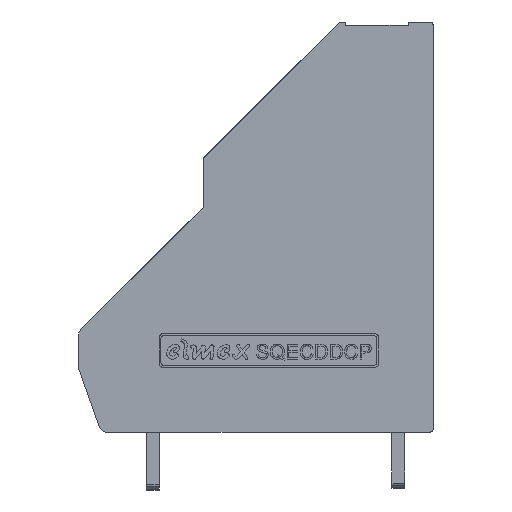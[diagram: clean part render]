
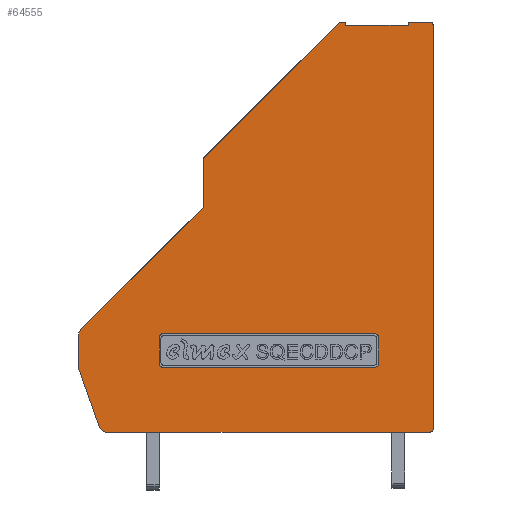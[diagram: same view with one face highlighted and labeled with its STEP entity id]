
A CAD part, front view. The second image highlights one B-rep face of the part: STEP entity #64555.
In plain terms, the highlighted planar face has unit normal (0, -1, 0).
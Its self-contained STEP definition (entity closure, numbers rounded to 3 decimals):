
#2533=CIRCLE('',#67772,0.25);
#2534=CIRCLE('',#67775,0.25);
#2535=CIRCLE('',#67778,0.25);
#2536=CIRCLE('',#67781,0.25);
#2538=CIRCLE('',#67785,0.25);
#2540=CIRCLE('',#67794,0.5);
#2680=CIRCLE('',#68117,0.5);
#2793=CIRCLE('',#68426,0.5);
#2794=CIRCLE('',#68428,0.25);
#6171=LINE('',#97052,#10668);
#6174=LINE('',#97060,#10671);
#6177=LINE('',#97068,#10674);
#6180=LINE('',#97076,#10677);
#6184=LINE('',#97090,#10681);
#6187=LINE('',#97096,#10684);
#6190=LINE('',#97102,#10687);
#6193=LINE('',#97108,#10690);
#6196=LINE('',#97114,#10693);
#6201=LINE('',#97124,#10698);
#6205=LINE('',#97136,#10702);
#6206=LINE('',#97138,#10703);
#6500=LINE('',#98092,#10997);
#6842=LINE('',#99921,#11339);
#6910=LINE('',#100084,#11407);
#6911=LINE('',#100087,#11408);
#10668=VECTOR('',#77588,1000.);
#10671=VECTOR('',#77597,1000.);
#10674=VECTOR('',#77606,1000.);
#10677=VECTOR('',#77615,1000.);
#10681=VECTOR('',#77627,1000.);
#10684=VECTOR('',#77632,1000.);
#10687=VECTOR('',#77637,1000.);
#10690=VECTOR('',#77642,1000.);
#10693=VECTOR('',#77647,1000.);
#10698=VECTOR('',#77654,1000.);
#10702=VECTOR('',#77666,1000.);
#10703=VECTOR('',#77669,1000.);
#10997=VECTOR('',#78599,1000.);
#11339=VECTOR('',#79479,1000.);
#11407=VECTOR('',#79635,1000.);
#11408=VECTOR('',#79638,1000.);
#23047=ORIENTED_EDGE('',*,*,#30669,.T.);
#23048=ORIENTED_EDGE('',*,*,#30672,.T.);
#23049=ORIENTED_EDGE('',*,*,#30675,.T.);
#23050=ORIENTED_EDGE('',*,*,#31709,.T.);
#23051=ORIENTED_EDGE('',*,*,#31710,.T.);
#23052=ORIENTED_EDGE('',*,*,#31711,.T.);
#23053=ORIENTED_EDGE('',*,*,#30676,.T.);
#23054=ORIENTED_EDGE('',*,*,#30650,.T.);
#23055=ORIENTED_EDGE('',*,*,#30652,.T.);
#23056=ORIENTED_EDGE('',*,*,#30655,.T.);
#23057=ORIENTED_EDGE('',*,*,#30658,.T.);
#23058=ORIENTED_EDGE('',*,*,#30661,.T.);
#23059=ORIENTED_EDGE('',*,*,#30664,.T.);
#23060=ORIENTED_EDGE('',*,*,#31625,.T.);
#23061=ORIENTED_EDGE('',*,*,#31125,.T.);
#23062=ORIENTED_EDGE('',*,*,#31712,.T.);
#23063=ORIENTED_EDGE('',*,*,#31130,.T.);
#23064=ORIENTED_EDGE('',*,*,#30646,.T.);
#23065=ORIENTED_EDGE('',*,*,#30644,.T.);
#23066=ORIENTED_EDGE('',*,*,#30642,.T.);
#23067=ORIENTED_EDGE('',*,*,#30640,.T.);
#23068=ORIENTED_EDGE('',*,*,#30638,.T.);
#23069=ORIENTED_EDGE('',*,*,#30636,.T.);
#23070=ORIENTED_EDGE('',*,*,#30634,.T.);
#23071=ORIENTED_EDGE('',*,*,#30632,.T.);
#30632=EDGE_CURVE('',#36011,#36010,#2533,.F.);
#30634=EDGE_CURVE('',#36012,#36011,#6171,.T.);
#30636=EDGE_CURVE('',#36013,#36012,#2534,.F.);
#30638=EDGE_CURVE('',#36014,#36013,#6174,.T.);
#30640=EDGE_CURVE('',#36015,#36014,#2535,.F.);
#30642=EDGE_CURVE('',#36016,#36015,#6177,.T.);
#30644=EDGE_CURVE('',#36017,#36016,#2536,.F.);
#30646=EDGE_CURVE('',#36010,#36017,#6180,.T.);
#30650=EDGE_CURVE('',#36019,#36021,#2538,.T.);
#30652=EDGE_CURVE('',#36021,#36023,#6184,.T.);
#30655=EDGE_CURVE('',#36023,#36024,#6187,.T.);
#30658=EDGE_CURVE('',#36024,#36026,#6190,.T.);
#30661=EDGE_CURVE('',#36026,#36028,#6193,.T.);
#30664=EDGE_CURVE('',#36028,#36031,#6196,.T.);
#30669=EDGE_CURVE('',#36032,#36035,#6201,.T.);
#30672=EDGE_CURVE('',#36035,#36037,#2540,.T.);
#30675=EDGE_CURVE('',#36037,#36039,#6205,.T.);
#30676=EDGE_CURVE('',#36040,#36019,#6206,.T.);
#31125=EDGE_CURVE('',#36306,#36305,#6500,.T.);
#31130=EDGE_CURVE('',#36308,#36032,#2680,.T.);
#31625=EDGE_CURVE('',#36031,#36306,#6842,.T.);
#31709=EDGE_CURVE('',#36039,#36648,#2793,.T.);
#31710=EDGE_CURVE('',#36648,#36649,#6910,.T.);
#31711=EDGE_CURVE('',#36649,#36040,#2794,.T.);
#31712=EDGE_CURVE('',#36305,#36308,#6911,.T.);
#36010=VERTEX_POINT('',#97047);
#36011=VERTEX_POINT('',#97049);
#36012=VERTEX_POINT('',#97053);
#36013=VERTEX_POINT('',#97057);
#36014=VERTEX_POINT('',#97061);
#36015=VERTEX_POINT('',#97065);
#36016=VERTEX_POINT('',#97069);
#36017=VERTEX_POINT('',#97073);
#36019=VERTEX_POINT('',#97080);
#36021=VERTEX_POINT('',#97084);
#36023=VERTEX_POINT('',#97089);
#36024=VERTEX_POINT('',#97094);
#36026=VERTEX_POINT('',#97100);
#36028=VERTEX_POINT('',#97106);
#36031=VERTEX_POINT('',#97113);
#36032=VERTEX_POINT('',#97118);
#36035=VERTEX_POINT('',#97123);
#36037=VERTEX_POINT('',#97129);
#36039=VERTEX_POINT('',#97135);
#36040=VERTEX_POINT('',#97139);
#36305=VERTEX_POINT('',#98091);
#36306=VERTEX_POINT('',#98093);
#36308=VERTEX_POINT('',#98099);
#36648=VERTEX_POINT('',#100081);
#36649=VERTEX_POINT('',#100085);
#40027=EDGE_LOOP('',(#23047,#23048,#23049,#23050,#23051,#23052,#23053,#23054,
#23055,#23056,#23057,#23058,#23059,#23060,#23061,#23062,#23063));
#40028=EDGE_LOOP('',(#23064,#23065,#23066,#23067,#23068,#23069,#23070,#23071));
#42785=FACE_BOUND('',#40027,.T.);
#42786=FACE_BOUND('',#40028,.T.);
#44532=PLANE('',#68427);
#64555=ADVANCED_FACE('',(#42785,#42786),#44532,.T.);
#67772=AXIS2_PLACEMENT_3D('',#97048,#77583,#77584);
#67775=AXIS2_PLACEMENT_3D('',#97056,#77592,#77593);
#67778=AXIS2_PLACEMENT_3D('',#97064,#77601,#77602);
#67781=AXIS2_PLACEMENT_3D('',#97072,#77610,#77611);
#67785=AXIS2_PLACEMENT_3D('',#97085,#77622,#77623);
#67794=AXIS2_PLACEMENT_3D('',#97130,#77660,#77661);
#68117=AXIS2_PLACEMENT_3D('',#98101,#78607,#78608);
#68426=AXIS2_PLACEMENT_3D('',#100082,#79631,#79632);
#68427=AXIS2_PLACEMENT_3D('',#100083,#79633,#79634);
#68428=AXIS2_PLACEMENT_3D('',#100086,#79636,#79637);
#77583=DIRECTION('',(0.,-1.,0.));
#77584=DIRECTION('',(0.,0.,-1.));
#77588=DIRECTION('',(0.,0.,1.));
#77592=DIRECTION('',(0.,-1.,0.));
#77593=DIRECTION('',(0.,0.,-1.));
#77597=DIRECTION('',(-1.,0.,0.));
#77601=DIRECTION('',(0.,-1.,0.));
#77602=DIRECTION('',(0.,0.,-1.));
#77606=DIRECTION('',(0.,0.,-1.));
#77610=DIRECTION('',(0.,-1.,0.));
#77611=DIRECTION('',(0.,0.,-1.));
#77615=DIRECTION('',(1.,0.,0.));
#77622=DIRECTION('',(0.,-1.,0.));
#77623=DIRECTION('',(0.,0.,-1.));
#77627=DIRECTION('',(-1.,0.,0.));
#77632=DIRECTION('',(0.,0.,-1.));
#77637=DIRECTION('',(-1.,0.,0.));
#77642=DIRECTION('',(0.,0.,1.));
#77647=DIRECTION('',(-1.,0.,0.));
#77654=DIRECTION('',(0.,0.,-1.));
#77660=DIRECTION('',(0.,-1.,0.));
#77661=DIRECTION('',(0.,0.,-1.));
#77666=DIRECTION('',(0.33,0.,-0.944));
#77669=DIRECTION('',(0.,0.,1.));
#78599=DIRECTION('',(0.,0.,-1.));
#78607=DIRECTION('',(0.,-1.,0.));
#78608=DIRECTION('',(0.,0.,-1.));
#79479=DIRECTION('',(-0.707,0.,-0.707));
#79631=DIRECTION('',(0.,-1.,0.));
#79632=DIRECTION('',(0.,0.,-1.));
#79633=DIRECTION('',(0.,-1.,0.));
#79634=DIRECTION('',(0.,0.,-1.));
#79635=DIRECTION('',(1.,0.,0.));
#79636=DIRECTION('',(0.,-1.,0.));
#79637=DIRECTION('',(0.,0.,-1.));
#79638=DIRECTION('',(-0.707,0.,-0.707));
#97047=CARTESIAN_POINT('',(17.718,-3.26,9.876));
#97048=CARTESIAN_POINT('',(17.718,-3.26,9.626));
#97049=CARTESIAN_POINT('',(17.468,-3.26,9.626));
#97052=CARTESIAN_POINT('',(17.468,-3.26,7.769));
#97053=CARTESIAN_POINT('',(17.468,-3.26,8.019));
#97056=CARTESIAN_POINT('',(17.718,-3.26,8.019));
#97057=CARTESIAN_POINT('',(17.718,-3.26,7.769));
#97060=CARTESIAN_POINT('',(31.107,-3.26,7.769));
#97061=CARTESIAN_POINT('',(30.857,-3.26,7.769));
#97064=CARTESIAN_POINT('',(30.857,-3.26,8.019));
#97065=CARTESIAN_POINT('',(31.107,-3.26,8.019));
#97068=CARTESIAN_POINT('',(31.107,-3.26,9.876));
#97069=CARTESIAN_POINT('',(31.107,-3.26,9.626));
#97072=CARTESIAN_POINT('',(30.857,-3.26,9.626));
#97073=CARTESIAN_POINT('',(30.857,-3.26,9.876));
#97076=CARTESIAN_POINT('',(17.468,-3.26,9.876));
#97080=CARTESIAN_POINT('',(34.52,-3.26,29.));
#97084=CARTESIAN_POINT('',(34.27,-3.26,29.25));
#97085=CARTESIAN_POINT('',(34.27,-3.26,29.));
#97089=CARTESIAN_POINT('',(32.95,-3.26,29.25));
#97090=CARTESIAN_POINT('',(32.95,-3.26,29.25));
#97094=CARTESIAN_POINT('',(32.95,-3.26,29.05));
#97096=CARTESIAN_POINT('',(32.95,-3.26,29.05));
#97100=CARTESIAN_POINT('',(29.05,-3.26,29.05));
#97102=CARTESIAN_POINT('',(29.05,-3.26,29.05));
#97106=CARTESIAN_POINT('',(29.05,-3.26,29.25));
#97108=CARTESIAN_POINT('',(29.05,-3.26,29.25));
#97113=CARTESIAN_POINT('',(28.66,-3.26,29.25));
#97114=CARTESIAN_POINT('',(28.66,-3.26,29.25));
#97118=CARTESIAN_POINT('',(12.45,-3.26,9.763));
#97123=CARTESIAN_POINT('',(12.45,-3.26,7.835));
#97124=CARTESIAN_POINT('',(12.45,-3.26,9.97));
#97129=CARTESIAN_POINT('',(12.478,-3.26,7.67));
#97130=CARTESIAN_POINT('',(12.95,-3.26,7.835));
#97135=CARTESIAN_POINT('',(13.733,-3.26,4.085));
#97136=CARTESIAN_POINT('',(12.45,-3.26,7.75));
#97138=CARTESIAN_POINT('',(34.52,-3.26,29.25));
#97139=CARTESIAN_POINT('',(34.52,-3.26,4.));
#98091=CARTESIAN_POINT('',(20.2,-3.26,17.72));
#98092=CARTESIAN_POINT('',(20.2,-3.26,17.72));
#98093=CARTESIAN_POINT('',(20.2,-3.26,20.79));
#98099=CARTESIAN_POINT('',(12.596,-3.26,10.117));
#98101=CARTESIAN_POINT('',(12.95,-3.26,9.763));
#99921=CARTESIAN_POINT('',(20.2,-3.26,20.79));
#100081=CARTESIAN_POINT('',(14.205,-3.26,3.75));
#100082=CARTESIAN_POINT('',(14.205,-3.26,4.25));
#100083=CARTESIAN_POINT('',(0.,-3.26,0.));
#100084=CARTESIAN_POINT('',(34.52,-3.26,3.75));
#100085=CARTESIAN_POINT('',(34.27,-3.26,3.75));
#100086=CARTESIAN_POINT('',(34.27,-3.26,4.));
#100087=CARTESIAN_POINT('',(20.2,-3.26,17.72));
